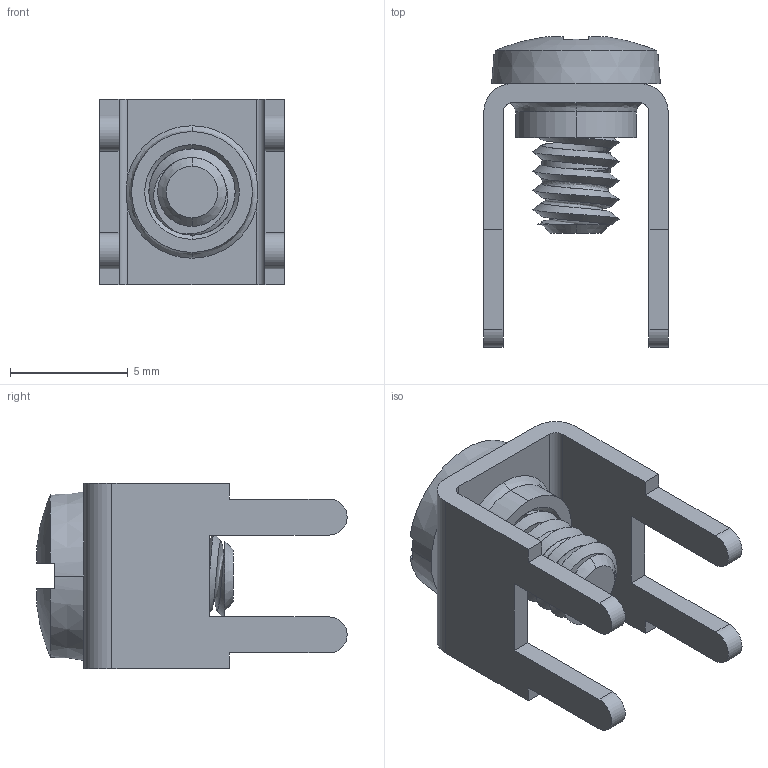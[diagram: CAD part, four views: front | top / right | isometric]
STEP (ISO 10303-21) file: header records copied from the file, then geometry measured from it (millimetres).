
FILE_DESCRIPTION (( 'STEP AP214' ), '1' );
FILE_NAME ('7701.STEP', '2024-09-17T03:16:46', ( '' ), ( '' ), 'SwSTEP 2.0', 'SolidWorks 2023', '' );
FILE_SCHEMA (( 'AUTOMOTIVE_DESIGN' ));
Length unit declared in the file: millimetre
Products named in the file (1): 7701
Bounding box: 7.82 x 13.17 x 7.87 mm (x, y, z)
Surface area: 692.9 mm2 (no closed solid volume)
Topology: 0 solids, 3 shells, 98 faces, 298 edges, 196 vertices
Faces by surface type: plane 47, cylinder 26, cone 14, bspline 11
Full cylindrical faces by diameter (mm): 2.921 x2
Entity records: 15078 total; most frequent: CARTESIAN_POINT 12591, ORIENTED_EDGE 550, DIRECTION 444, EDGE_CURVE 297, VERTEX_POINT 200, AXIS2_PLACEMENT_3D 149, LINE 146, VECTOR 146
